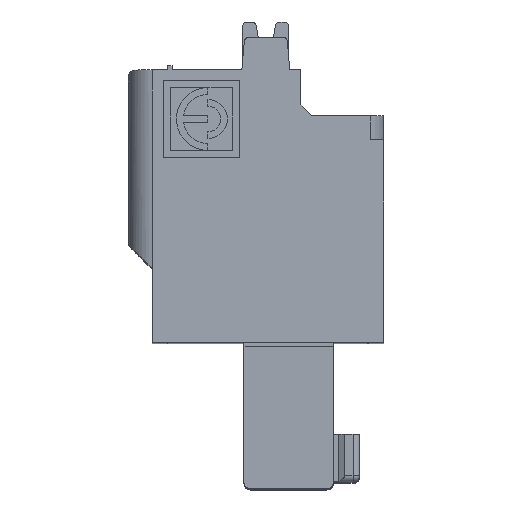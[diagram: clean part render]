
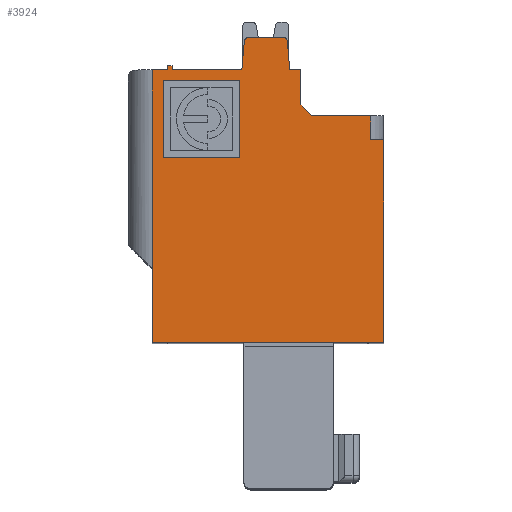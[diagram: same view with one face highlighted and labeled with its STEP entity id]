
A CAD part, top view. The second image highlights one B-rep face of the part: STEP entity #3924.
In plain terms, the highlighted planar face has unit normal (0, 0, 1).
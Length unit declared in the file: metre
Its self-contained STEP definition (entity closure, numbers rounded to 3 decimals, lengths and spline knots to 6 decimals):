
#3924=ADVANCED_FACE('',(#9084,#9085),#9086,.F.);
#4552=EDGE_CURVE('',#10054,#10030,#10055,.T.);
#9084=FACE_BOUND('',#15346,.T.);
#9085=FACE_OUTER_BOUND('',#15347,.T.);
#9086=PLANE('',#15348);
#9557=VERTEX_POINT('',#16312);
#9638=VERTEX_POINT('',#16437);
#9655=VERTEX_POINT('',#16462);
#9670=VERTEX_POINT('',#16487);
#9673=VERTEX_POINT('',#16492);
#9677=VERTEX_POINT('',#16498);
#9691=VERTEX_POINT('',#16518);
#9982=VERTEX_POINT('',#17139);
#10030=VERTEX_POINT('',#17218);
#10054=VERTEX_POINT('',#17260);
#10055=LINE('',#17261,#17262);
#12479=VERTEX_POINT('',#22567);
#15346=EDGE_LOOP('',(#31071,#31072,#31073,#31074));
#15347=EDGE_LOOP('',(#31075,#31076,#31077,#31078,#31079,#31080,#31081,#31082,#31083,#31084,#31085,#31086,#31087,#31088,#31089,#31090,#31091,#31092,#31093));
#15348=AXIS2_PLACEMENT_3D('',#31094,#31095,#31096);
#16312=CARTESIAN_POINT('',(0.1207,0.0127,-0.1957));
#16437=CARTESIAN_POINT('',(0.1207,0.0125,-0.1957));
#16462=CARTESIAN_POINT('',(0.124215,0.013817,-0.1957));
#16487=CARTESIAN_POINT('',(0.1241,0.0125,-0.1957));
#16492=CARTESIAN_POINT('',(0.1209,0.0125,-0.1957));
#16498=CARTESIAN_POINT('',(0.1209,0.0127,-0.1957));
#16518=CARTESIAN_POINT('',(0.126185,0.013817,-0.1957));
#17139=CARTESIAN_POINT('',(0.13,0.0093,-0.1957));
#17218=CARTESIAN_POINT('',(0.1306,0.0093,-0.1957));
#17260=CARTESIAN_POINT('',(0.1306,0.,-0.1957));
#17261=CARTESIAN_POINT('',(0.1306,0.,-0.1957));
#17262=VECTOR('',#31677,1.0);
#22567=CARTESIAN_POINT('',(0.1263,0.0125,-0.1957));
#31071=ORIENTED_EDGE('',*,*,#33173,.T.);
#31072=ORIENTED_EDGE('',*,*,#33231,.T.);
#31073=ORIENTED_EDGE('',*,*,#34942,.T.);
#31074=ORIENTED_EDGE('',*,*,#34943,.T.);
#31075=ORIENTED_EDGE('',*,*,#34895,.T.);
#31076=ORIENTED_EDGE('',*,*,#32796,.T.);
#31077=ORIENTED_EDGE('',*,*,#34935,.F.);
#31078=ORIENTED_EDGE('',*,*,#34944,.T.);
#31079=ORIENTED_EDGE('',*,*,#33012,.T.);
#31080=ORIENTED_EDGE('',*,*,#34945,.T.);
#31081=ORIENTED_EDGE('',*,*,#32948,.T.);
#31082=ORIENTED_EDGE('',*,*,#32952,.T.);
#31083=ORIENTED_EDGE('',*,*,#34934,.F.);
#31084=ORIENTED_EDGE('',*,*,#32979,.T.);
#31085=ORIENTED_EDGE('',*,*,#34946,.F.);
#31086=ORIENTED_EDGE('',*,*,#32919,.F.);
#31087=ORIENTED_EDGE('',*,*,#33006,.F.);
#31088=ORIENTED_EDGE('',*,*,#34940,.F.);
#31089=ORIENTED_EDGE('',*,*,#32773,.T.);
#31090=ORIENTED_EDGE('',*,*,#4552,.T.);
#31091=ORIENTED_EDGE('',*,*,#33261,.F.);
#31092=ORIENTED_EDGE('',*,*,#33238,.F.);
#31093=ORIENTED_EDGE('',*,*,#34892,.F.);
#31094=CARTESIAN_POINT('',(0.134572,0.033759,-0.1957));
#31095=DIRECTION('',(0.0,0.,-1.0));
#31096=DIRECTION('',(-1.0,0.0,0.0));
#31677=DIRECTION('',(0.0,1.0,0.));
#32773=EDGE_CURVE('',#35140,#10054,#35141,.T.);
#32796=EDGE_CURVE('',#35184,#35182,#35185,.T.);
#32919=EDGE_CURVE('',#9638,#9557,#35334,.T.);
#32948=EDGE_CURVE('',#35379,#9655,#35380,.T.);
#32952=EDGE_CURVE('',#9655,#9670,#35384,.T.);
#32979=EDGE_CURVE('',#9673,#9677,#35422,.T.);
#33006=EDGE_CURVE('',#35449,#9638,#35451,.T.);
#33012=EDGE_CURVE('',#9691,#35456,#35458,.T.);
#33173=EDGE_CURVE('',#35689,#35687,#35690,.T.);
#33231=EDGE_CURVE('',#35687,#35755,#35757,.T.);
#33238=EDGE_CURVE('',#35763,#9982,#35765,.T.);
#33261=EDGE_CURVE('',#9982,#10030,#35790,.T.);
#34892=EDGE_CURVE('',#37782,#35763,#37784,.T.);
#34895=EDGE_CURVE('',#37782,#35184,#37787,.T.);
#34934=EDGE_CURVE('',#9673,#9670,#37826,.T.);
#34935=EDGE_CURVE('',#12479,#35182,#37827,.T.);
#34940=EDGE_CURVE('',#35140,#35449,#37832,.T.);
#34942=EDGE_CURVE('',#35755,#37834,#37835,.T.);
#34943=EDGE_CURVE('',#37834,#35689,#37836,.T.);
#34944=EDGE_CURVE('',#12479,#9691,#37837,.T.);
#34945=EDGE_CURVE('',#35456,#35379,#37838,.T.);
#34946=EDGE_CURVE('',#9557,#9677,#37839,.T.);
#35140=VERTEX_POINT('',#38117);
#35141=LINE('',#38118,#38119);
#35182=VERTEX_POINT('',#38195);
#35184=VERTEX_POINT('',#38198);
#35185=LINE('',#38199,#38200);
#35334=LINE('',#38421,#38422);
#35379=VERTEX_POINT('',#38483);
#35380=CIRCLE('',#38484,0.0002);
#35384=LINE('',#38489,#38490);
#35422=LINE('',#38543,#38544);
#35449=VERTEX_POINT('',#38588);
#35451=LINE('',#38591,#38592);
#35456=VERTEX_POINT('',#38599);
#35458=CIRCLE('',#38602,0.0002);
#35687=VERTEX_POINT('',#38950);
#35689=VERTEX_POINT('',#38953);
#35690=LINE('',#38954,#38955);
#35755=VERTEX_POINT('',#39045);
#35757=LINE('',#39048,#39049);
#35763=VERTEX_POINT('',#39056);
#35765=LINE('',#39059,#39060);
#35790=LINE('',#39096,#39097);
#37782=VERTEX_POINT('',#41845);
#37784=LINE('',#41848,#41849);
#37787=LINE('',#41852,#41853);
#37826=LINE('',#41892,#41893);
#37827=LINE('',#41894,#41895);
#37832=LINE('',#41903,#41904);
#37834=VERTEX_POINT('',#41906);
#37835=LINE('',#41907,#41908);
#37836=LINE('',#41909,#41910);
#37837=LINE('',#41911,#41912);
#37838=LINE('',#41913,#41914);
#37839=LINE('',#41915,#41916);
#38117=CARTESIAN_POINT('',(0.12,0.,-0.1957));
#38118=CARTESIAN_POINT('',(0.116699,0.,-0.1957));
#38119=VECTOR('',#42122,1.0);
#38195=CARTESIAN_POINT('',(0.126811,0.0125,-0.1957));
#38198=CARTESIAN_POINT('',(0.126811,0.010896,-0.1957));
#38199=CARTESIAN_POINT('',(0.126811,0.033759,-0.1957));
#38200=VECTOR('',#42135,1.0);
#38421=CARTESIAN_POINT('',(0.1207,0.0125,-0.1957));
#38422=VECTOR('',#42232,1.0);
#38483=CARTESIAN_POINT('',(0.124414,0.014,-0.1957));
#38484=AXIS2_PLACEMENT_3D('',#42265,#42266,#42267);
#38489=CARTESIAN_POINT('',(0.124215,0.013817,-0.1957));
#38490=VECTOR('',#42269,1.0);
#38543=CARTESIAN_POINT('',(0.1209,0.0125,-0.1957));
#38544=VECTOR('',#42294,1.0);
#38588=CARTESIAN_POINT('',(0.12,0.0125,-0.1957));
#38591=CARTESIAN_POINT('',(0.12,0.0125,-0.1957));
#38592=VECTOR('',#42334,1.0);
#38599=CARTESIAN_POINT('',(0.125985,0.014,-0.1957));
#38602=AXIS2_PLACEMENT_3D('',#42341,#42342,#42343);
#38950=CARTESIAN_POINT('',(0.124,0.0085,-0.1957));
#38953=CARTESIAN_POINT('',(0.124,0.012,-0.1957));
#38954=CARTESIAN_POINT('',(0.124,0.033759,-0.1957));
#38955=VECTOR('',#42490,1.0);
#39045=CARTESIAN_POINT('',(0.1205,0.0085,-0.1957));
#39048=CARTESIAN_POINT('',(0.134072,0.0085,-0.1957));
#39049=VECTOR('',#42526,1.0);
#39056=CARTESIAN_POINT('',(0.13,0.0104,-0.1957));
#39059=CARTESIAN_POINT('',(0.13,0.0125,-0.1957));
#39060=VECTOR('',#42532,1.0);
#39096=CARTESIAN_POINT('',(0.13,0.0093,-0.1957));
#39097=VECTOR('',#42544,1.0);
#41845=CARTESIAN_POINT('',(0.127307,0.0104,-0.1957));
#41848=CARTESIAN_POINT('',(0.134572,0.0104,-0.1957));
#41849=VECTOR('',#43735,1.0);
#41852=CARTESIAN_POINT('',(0.119267,0.01844,-0.1957));
#41853=VECTOR('',#43739,1.0);
#41892=CARTESIAN_POINT('',(0.1209,0.0125,-0.1957));
#41893=VECTOR('',#43779,1.0);
#41894=CARTESIAN_POINT('',(0.1263,0.0125,-0.1957));
#41895=VECTOR('',#43780,1.0);
#41903=CARTESIAN_POINT('',(0.12,0.0118,-0.1957));
#41904=VECTOR('',#43784,1.0);
#41906=CARTESIAN_POINT('',(0.1205,0.012,-0.1957));
#41907=CARTESIAN_POINT('',(0.1205,0.033759,-0.1957));
#41908=VECTOR('',#43785,1.0);
#41909=CARTESIAN_POINT('',(0.134072,0.012,-0.1957));
#41910=VECTOR('',#43786,1.0);
#41911=CARTESIAN_POINT('',(0.1263,0.0125,-0.1957));
#41912=VECTOR('',#43787,1.0);
#41913=CARTESIAN_POINT('',(0.124475,0.014,-0.1957));
#41914=VECTOR('',#43788,1.0);
#41915=CARTESIAN_POINT('',(0.1207,0.0127,-0.1957));
#41916=VECTOR('',#43789,1.0);
#42122=DIRECTION('',(1.0,0.0,0.0));
#42135=DIRECTION('',(0.,1.0,0.));
#42232=DIRECTION('',(0.0,1.0,0.));
#42265=CARTESIAN_POINT('',(0.124414,0.0138,-0.1957));
#42266=DIRECTION('',(0.0,0.,1.0));
#42267=DIRECTION('',(0.0,1.0,0.));
#42269=DIRECTION('',(-0.087,-0.996,0.));
#42294=DIRECTION('',(0.0,1.0,0.));
#42334=DIRECTION('',(1.0,0.0,0.0));
#42341=CARTESIAN_POINT('',(0.125985,0.0138,-0.1957));
#42342=DIRECTION('',(0.,0.,1.0));
#42343=DIRECTION('',(0.996,0.087,0.));
#42490=DIRECTION('',(0.,-1.0,0.));
#42526=DIRECTION('',(-1.0,0.,0.));
#42532=DIRECTION('',(0.0,-1.0,0.));
#42544=DIRECTION('',(1.0,0.0,0.0));
#43735=DIRECTION('',(1.0,0.,0.));
#43739=DIRECTION('',(-0.707,0.707,0.));
#43779=DIRECTION('',(1.0,0.0,0.0));
#43780=DIRECTION('',(1.0,0.0,0.0));
#43784=DIRECTION('',(0.0,1.0,0.));
#43785=DIRECTION('',(0.,1.0,0.));
#43786=DIRECTION('',(1.0,0.,0.));
#43787=DIRECTION('',(-0.087,0.996,0.));
#43788=DIRECTION('',(-1.0,-0.0,0.0));
#43789=DIRECTION('',(1.0,0.0,0.0));
